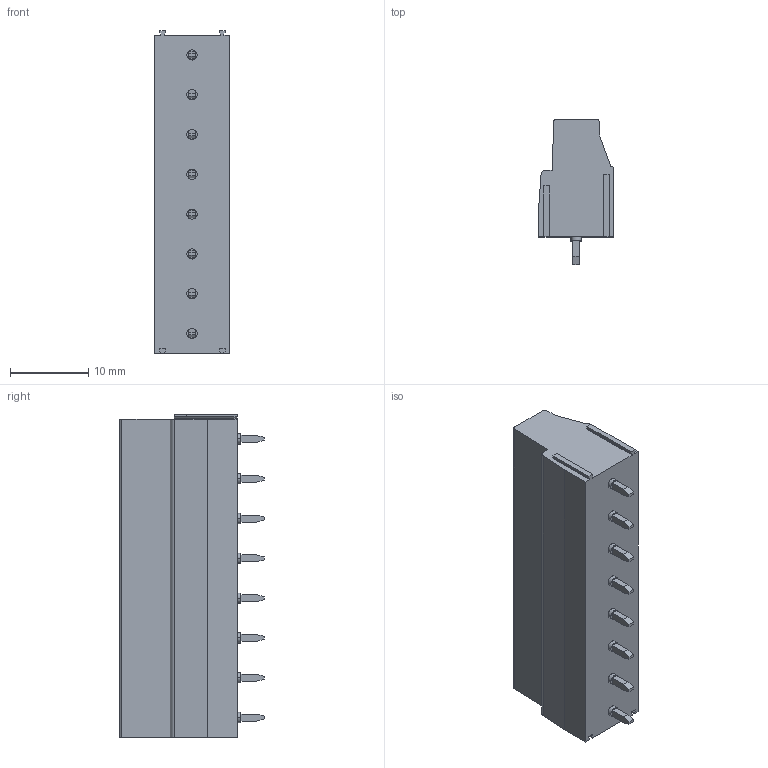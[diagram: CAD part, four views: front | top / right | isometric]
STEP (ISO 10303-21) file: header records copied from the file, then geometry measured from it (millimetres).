
FILE_DESCRIPTION(('STEP AP242'),'1');
FILE_NAME('1936005.stp','2020-01-26T22:20:14',('TraceParts'),('TraceParts S.A.'),'Spatial InterOp 3D',' ',' ');
FILE_SCHEMA(('AP242_MANAGED_MODEL_BASED_3D_ENGINEERING_MIM_LF {1 0 10303 442 1 1 4}'));
Length unit declared in the file: millimetre
Products named in the file (1): 1936005
Bounding box: 9.5 x 18.5 x 41.21 mm (x, y, z)
Volume: 4637.2 mm3; surface area: 2910 mm2
Topology: 1 solids, 1 shells, 1065 faces, 2767 edges, 1748 vertices
Faces by surface type: plane 807, torus 100, cone 84, cylinder 58, sphere 16
Entity records: 44620 total; most frequent: CARTESIAN_POINT 10096, ORIENTED_EDGE 5534, DIRECTION 5187, EDGE_CURVE 2767, LINE 2063, VECTOR 2063, VERTEX_POINT 1748, AXIS2_PLACEMENT_3D 1562
